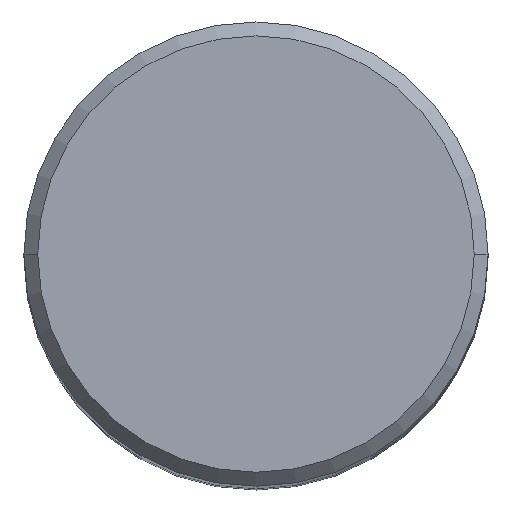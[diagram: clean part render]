
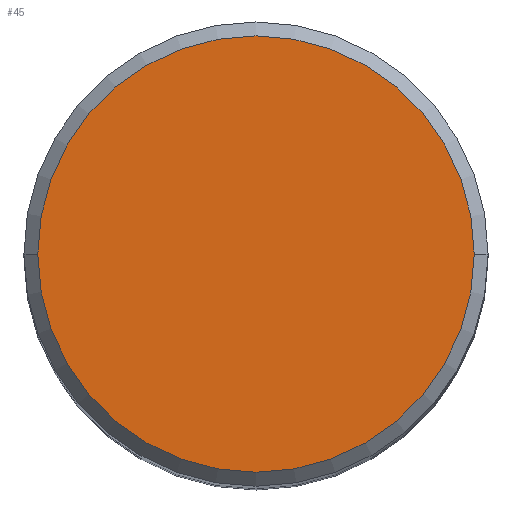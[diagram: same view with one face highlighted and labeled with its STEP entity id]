
A CAD part, top view. The second image highlights one B-rep face of the part: STEP entity #45.
In plain terms, the highlighted planar face has unit normal (0, 0, 1).
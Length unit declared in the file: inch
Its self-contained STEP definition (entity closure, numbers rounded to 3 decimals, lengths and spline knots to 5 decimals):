
#12 = AXIS2_PLACEMENT_3D ( 'NONE', #210, #17, #159 ) ;
#17 = DIRECTION ( 'NONE',  ( 0., 0., 1. ) ) ;
#21 = EDGE_CURVE ( 'NONE', #143, #161, #154, .T. ) ;
#45 = ADVANCED_FACE ( 'NONE', ( #157 ), #106, .T. ) ;
#53 = DIRECTION ( 'NONE',  ( 1., 0., 0. ) ) ;
#58 = CIRCLE ( 'NONE', #12, 0.235 ) ;
#60 = EDGE_LOOP ( 'NONE', ( #148, #280 ) ) ;
#106 = PLANE ( 'NONE',  #310 ) ;
#143 = VERTEX_POINT ( 'NONE', #190 ) ;
#148 = ORIENTED_EDGE ( 'NONE', *, *, #228, .T. ) ;
#154 = CIRCLE ( 'NONE', #254, 0.235 ) ;
#157 = FACE_OUTER_BOUND ( 'NONE', #60, .T. ) ;
#158 = DIRECTION ( 'NONE',  ( 0., 0., 1. ) ) ;
#159 = DIRECTION ( 'NONE',  ( 1., 0., 0. ) ) ;
#160 = DIRECTION ( 'NONE',  ( 1., 0., 0. ) ) ;
#161 = VERTEX_POINT ( 'NONE', #319 ) ;
#190 = CARTESIAN_POINT ( 'NONE',  ( 0.235, 0., 2.5 ) ) ;
#195 = CARTESIAN_POINT ( 'NONE',  ( 0., 0., 2.5 ) ) ;
#210 = CARTESIAN_POINT ( 'NONE',  ( 0., 0., 2.5 ) ) ;
#228 = EDGE_CURVE ( 'NONE', #161, #143, #58, .T. ) ;
#254 = AXIS2_PLACEMENT_3D ( 'NONE', #195, #309, #53 ) ;
#265 = CARTESIAN_POINT ( 'NONE',  ( 0., 0., 2.5 ) ) ;
#280 = ORIENTED_EDGE ( 'NONE', *, *, #21, .T. ) ;
#309 = DIRECTION ( 'NONE',  ( 0., 0., 1. ) ) ;
#310 = AXIS2_PLACEMENT_3D ( 'NONE', #265, #158, #160 ) ;
#319 = CARTESIAN_POINT ( 'NONE',  ( -0.235, 0., 2.5 ) ) ;
